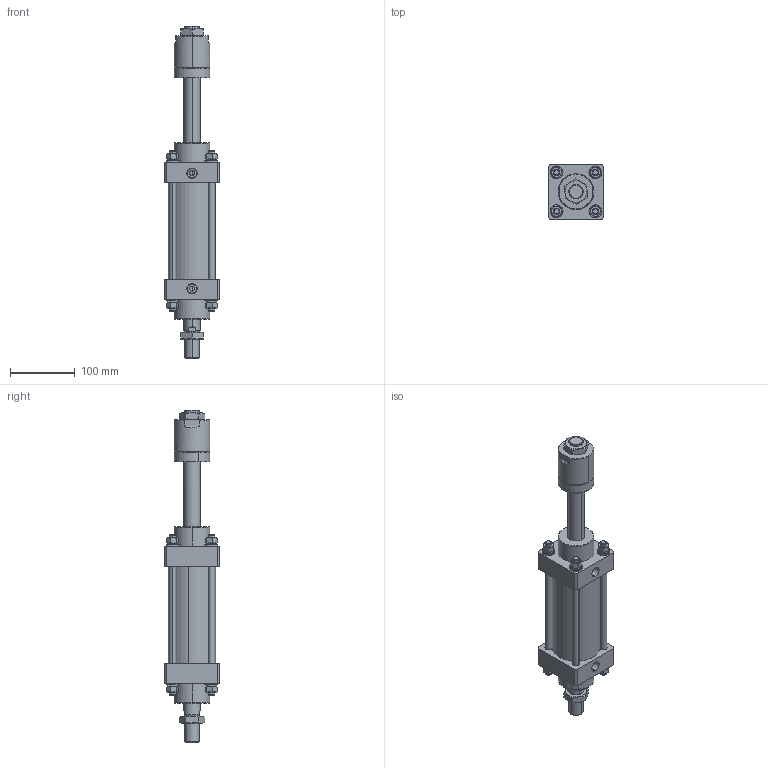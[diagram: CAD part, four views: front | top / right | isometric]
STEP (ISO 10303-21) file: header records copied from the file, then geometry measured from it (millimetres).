
FILE_DESCRIPTION (( 'STEP AP203' ), '1' );
FILE_NAME ('MOD-63-25-100-A30.STEP', '2021-04-28T03:19:27', ( '微软用户' ), ( '微软中国' ), 'SwSTEP 2.0', 'SolidWorks 2012', '' );
FILE_SCHEMA (( 'CONFIG_CONTROL_DESIGN' ));
Length unit declared in the file: millimetre
Products named in the file (12): MOD-63-25-100嶺裝; MOD-63-25-100-A30活塞杆; MOB-63-25-100前盖; MOB-63-25-100掛极; MOD-63-25-100-A30; MOD-63-25-100-A30覃誹杶; MOD-63-25-100-A30遣喳杶; M10蹟佪^MOD-63-25-100-A30; plain washers--product grade c gb_GB_FASTENER_WASHER_SMWC 10; spring lock washers--normal type gb_GB_FASTENER_WASHER_SW 10; hex nuts 1-fine pitch-grades ab gb_GB_FASTENER_NUT_SNAB1XY M10X1.25-C; hex thin nuts-grades ab-chamfered gb_GB_FASTENER_NUT_STNAB  B M22-C
Assembly tree (23 placements, depth 3):
  MOD-63-25-100-A30
    MOB-63-25-100掛极
    MOB-63-25-100前盖  x2
    MOD-63-25-100-A30活塞杆
    MOD-63-25-100嶺裝  x4
    hex thin nuts-grades ab-chamfered gb_GB_FASTENER_NUT_STNAB  B M22-C  x2
    M10蹟佪^MOD-63-25-100-A30  x8
      hex nuts 1-fine pitch-grades ab gb_GB_FASTENER_NUT_SNAB1XY M10X1.25-C
      spring lock washers--normal type gb_GB_FASTENER_WASHER_SW 10
      plain washers--product grade c gb_GB_FASTENER_WASHER_SMWC 10
    MOD-63-25-100-A30遣喳杶
    MOD-63-25-100-A30覃誹杶
Bounding box: 85 x 85 x 512 mm (x, y, z)
Volume: 1165752.3 mm3; surface area: 279930.9 mm2
Topology: 36 solids, 36 shells, 533 faces, 1178 edges, 733 vertices
Faces by surface type: cylinder 186, plane 186, cone 145, torus 16
Entity records: 7749 total; most frequent: CARTESIAN_POINT 1437, DIRECTION 1095, ORIENTED_EDGE 906, AXIS2_PLACEMENT_3D 461, EDGE_CURVE 453, VERTEX_POINT 279, EDGE_LOOP 242, CIRCLE 228
